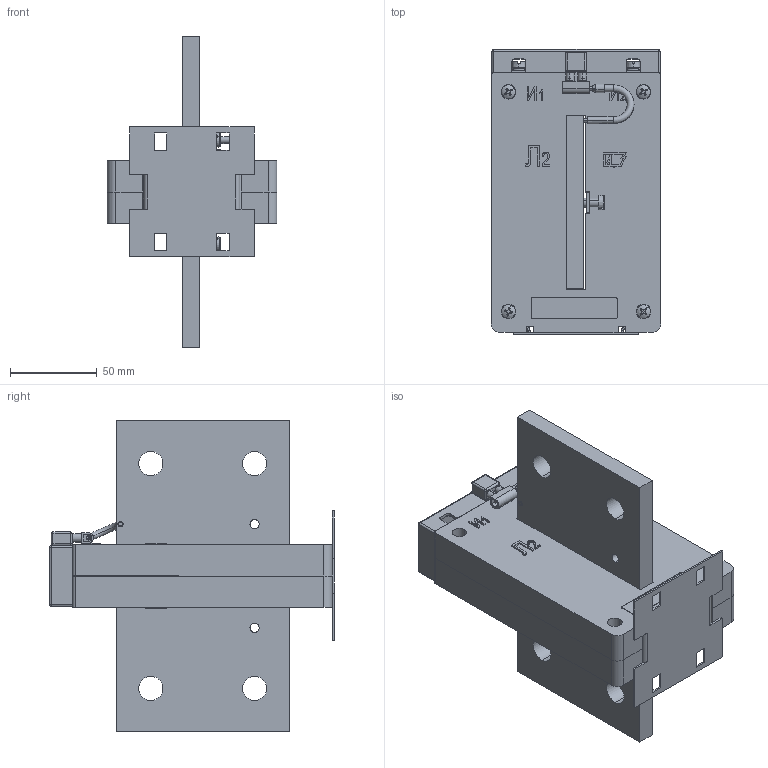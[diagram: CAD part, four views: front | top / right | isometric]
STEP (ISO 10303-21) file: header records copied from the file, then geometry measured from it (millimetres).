
FILE_DESCRIPTION (( 'STEP AP214' ), '1' );
FILE_NAME ('ﾒ-0,66-4ﾏ.STEP', '2023-08-01T11:17:19', ( '' ), ( '' ), 'SwSTEP 2.0', 'SolidWorks 2014', '' );
FILE_SCHEMA (( 'AUTOMOTIVE_DESIGN' ));
Length unit declared in the file: millimetre
Products named in the file (73): ﾒ-0,66-4ﾏ; 屡扔.741131.008 想囗赅_-02; 屡扔.711214.003 噪囗弼_-03; 屡扔.685527.010 罔磬_-05; ïðîâîä ä2.5_-02(01); Äåòàëü5^ïðîâîä ä2.5 èçîëÿöèÿ_-02(01); 砎鍒鍱 狟3 2,5 襞旂6323-79 1000-2000餛-02(01); àë ÷àñòü íàê ä2; ïë ÷àñòü íàê ä2; 侲膰翴籦鴀 2 DIN 46228; ﾂﾅﾈﾓ.757242.106ﾑﾁ_-01(2000)-01; ÂÅÈÓ.686171.020À Ïîëóêîðïóñ Ë1_-01; ÂÅÈÓ.686171.021À Ïîëóêîðïóñ Ë2_-01; ÂÅÈÓ.323293.013 Êðûøêà çàùèòíàÿ_-03; Øóðóï 2-4õ20.019 ÃÎÑÒ 1144-80; ﾘ琺矜 5.65ﾃ.019 ﾃﾎﾑﾒ 6402-70; ﾘ琺矜 5.01.019 ﾃﾎﾑﾒ11371-78; 妈眚 󊅠.58.019 梦岩17473-80; 妈眚 󊙅0.58.019 梦岩17473-80; ÂÅÈÓ.757249.004 Ïëàñòèíà êîíòàêòíàÿ; ÂÅÈÓ.685412.034 Ìàãíèòîïðîâîä ñ îáìîòêîé; Ãàéêà Ì4.5.019 ÃÎÑÒ5915-70; 屡扔.754312.173 亦犭梓赅; ÂÅÈÓ.754312.152 Òàáëè÷êà ïðåäñòàâèòåëüíàÿ; Êîðïóñ ïëàñòèêîâûé ÇÂÈ-5^Çàæèì âèíòîâîé ÇÂÈ-5 1,5-4ìì2; Êîíòàêòíàÿ ïëàñòèíà^Çàæèì âèíòîâîé ÇÂÈ-5 1,5-4ìì2; 妈眚 󉞅 梦岩; Çàæèì âèíòîâîé ÇÂÈ-5 1,5-4ìì2; Òåðìîïëàâêèé êëåé^ÈÁËÒ.671211.019 Òðàíñôîðìàòîð òîêà Ò-0,66-3(500-2000À); ÂÅÈÓ.741132.004 Çàùèòíàÿ ïëàíêà; 屡扔.741131.008 想囗赅; 屡扔.711214.003 噪囗弼; 屡扔.685527.010 罔磬; ïðîâîä ä2.5; Äåòàëü5^ïðîâîä ä2.5 èçîëÿöèÿ; Ïðîâîä ÏÂ3 2,5 ÃÎÑÒ6323-79 1000-2000À; 屡扔.757242.106蚜; ÂÅÈÓ.686171.020À Ïîëóêîðïóñ Ë1; ÂÅÈÓ.686171.021À Ïîëóêîðïóñ Ë2; ÂÅÈÓ.323293.013 Êðûøêà çàùèòíàÿ
Assembly tree (49 placements, depth 4):
  ﾒ-0,66-4ﾏ
    屡扔.757242.106蚜
      Ïðîâîä ÏÂ3 2,5 ÃÎÑÒ6323-79 1000-2000À
        ïðîâîä ä2.5
        Äåòàëü5^ïðîâîä ä2.5 èçîëÿöèÿ
  ﾒ-0,66-4ﾏ
    屡扔.741131.008 想囗赅_-02
    屡扔.711214.003 噪囗弼_-03
    ﾂﾅﾈﾓ.757242.106ﾑﾁ_-01(2000)-01
      屡扔.685527.010 罔磬_-05
      砎鍒鍱 狟3 2,5 襞旂6323-79 1000-2000餛-02(01)
        ïðîâîä ä2.5_-02(01)
        Äåòàëü5^ïðîâîä ä2.5 èçîëÿöèÿ_-02(01)
      侲膰翴籦鴀 2 DIN 46228
        àë ÷àñòü íàê ä2
        ïë ÷àñòü íàê ä2
    ÂÅÈÓ.686171.020À Ïîëóêîðïóñ Ë1_-01
    ÂÅÈÓ.686171.021À Ïîëóêîðïóñ Ë2_-01
    ÂÅÈÓ.323293.013 Êðûøêà çàùèòíàÿ_-03
    Øóðóï 2-4õ20.019 ÃÎÑÒ 1144-80  x4
    ﾘ琺矜 5.65ﾃ.019 ﾃﾎﾑﾒ 6402-70  x4
    ﾘ琺矜 5.01.019 ﾃﾎﾑﾒ11371-78  x4
    妈眚 󊅠.58.019 梦岩17473-80
    妈眚 󊙅0.58.019 梦岩17473-80  x6
    ÂÅÈÓ.685412.034 Ìàãíèòîïðîâîä ñ îáìîòêîé
      ÂÅÈÓ.757249.004 Ïëàñòèíà êîíòàêòíàÿ  x2
    Ãàéêà Ì4.5.019 ÃÎÑÒ5915-70
    屡扔.754312.173 亦犭梓赅
    ÂÅÈÓ.754312.152 Òàáëè÷êà ïðåäñòàâèòåëüíàÿ
    Çàæèì âèíòîâîé ÇÂÈ-5 1,5-4ìì2
      Êîðïóñ ïëàñòèêîâûé ÇÂÈ-5^Çàæèì âèíòîâîé ÇÂÈ-5 1,5-4ìì2
      Êîíòàêòíàÿ ïëàñòèíà^Çàæèì âèíòîâîé ÇÂÈ-5 1,5-4ìì2
      妈眚 󉞅 梦岩  x2
    Òåðìîïëàâêèé êëåé^ÈÁËÒ.671211.019 Òðàíñôîðìàòîð òîêà Ò-0,66-3(500-2000À)
    ÂÅÈÓ.741132.004 Çàùèòíàÿ ïëàíêà
  屡扔.741131.008 想囗赅
  屡扔.711214.003 噪囗弼
  屡扔.685527.010 罔磬
Bounding box: 98 x 164.7 x 180 mm (x, y, z)
Volume: 339279.4 mm3; surface area: 199469.6 mm2
Topology: 40 solids, 40 shells, 1273 faces, 3294 edges, 2145 vertices
Faces by surface type: plane 793, cylinder 301, cone 84, torus 43, bspline 28, sphere 24
Entity records: 34477 total; most frequent: CARTESIAN_POINT 7507, ORIENTED_EDGE 5226, DIRECTION 5121, EDGE_CURVE 2613, LINE 1887, VECTOR 1887, VERTEX_POINT 1701, AXIS2_PLACEMENT_3D 1617
